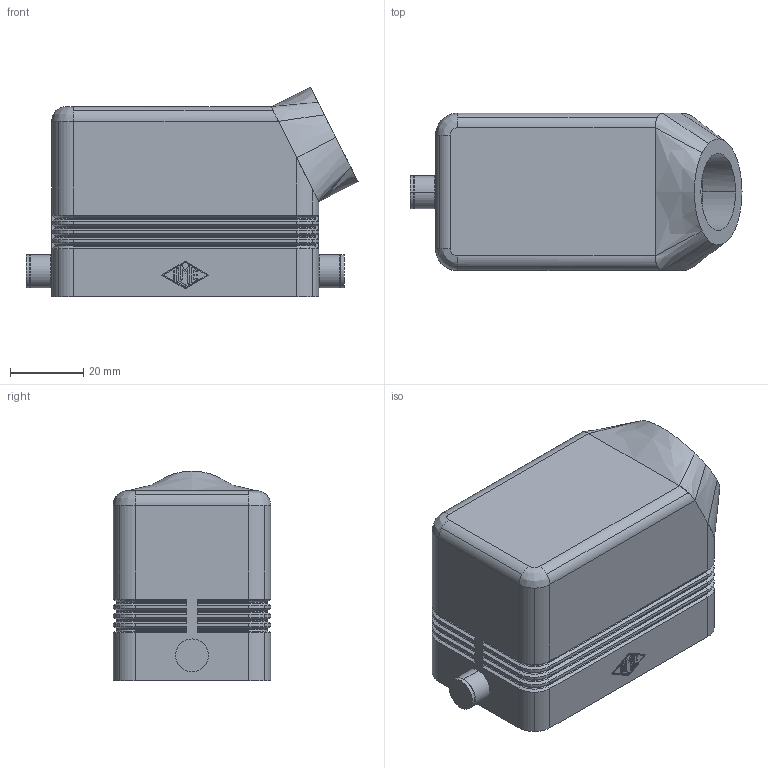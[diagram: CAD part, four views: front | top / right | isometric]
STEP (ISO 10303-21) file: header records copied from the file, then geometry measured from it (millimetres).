
FILE_DESCRIPTION((''),'2;1');
FILE_NAME('CMO 03 L.stp','2006-12-22T10:50:27',('gembarski'),(''),'Autodesk Inventor 7','Autodesk Inventor 7','');
FILE_SCHEMA(('AUTOMOTIVE_DESIGN { 1 0 10303 214 1 1 1 1 }'));
Length unit declared in the file: millimetre
Products named in the file (1): CMO 03 L
Bounding box: 90.72 x 43 x 57.38 mm (x, y, z)
Volume: 52633.3 mm3; surface area: 30015.8 mm2
Topology: 1 solids, 1 shells, 478 faces, 1162 edges, 702 vertices
Faces by surface type: cylinder 192, bspline 150, plane 120, cone 16
Entity records: 16229 total; most frequent: CARTESIAN_POINT 5261, ORIENTED_EDGE 2308, DIRECTION 2284, EDGE_CURVE 1154, AXIS2_PLACEMENT_3D 819, VERTEX_POINT 702, VECTOR 646, LINE 646
